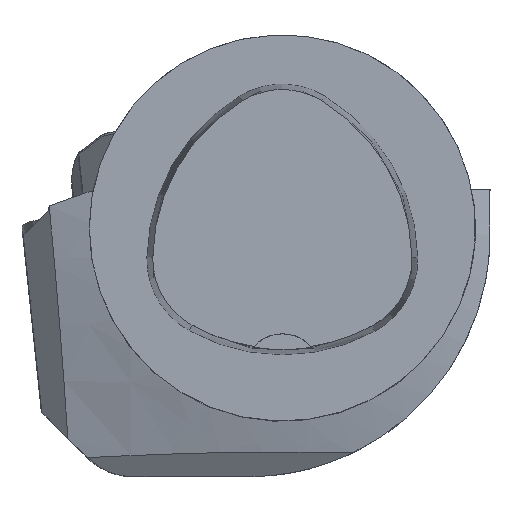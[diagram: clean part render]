
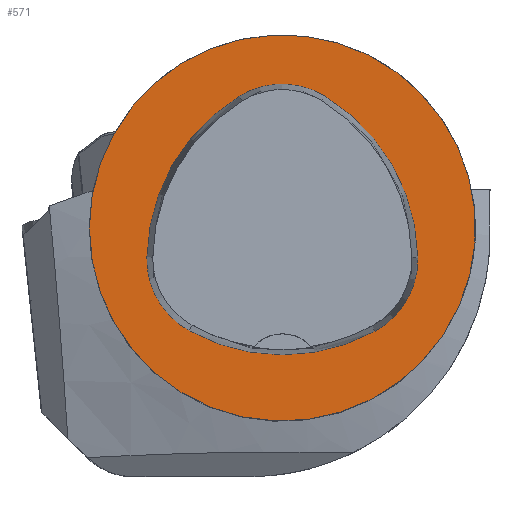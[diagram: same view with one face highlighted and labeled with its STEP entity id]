
A CAD part, top view. The second image highlights one B-rep face of the part: STEP entity #571.
In plain terms, the highlighted planar face has unit normal (0, 0, 1).
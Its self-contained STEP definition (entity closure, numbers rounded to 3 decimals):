
#539=FACE_BOUND('',#849,.T.);
#540=FACE_BOUND('',#850,.T.);
#571=ADVANCED_FACE('',(#539,#540),#675,.T.);
#675=PLANE('',#2104);
#849=EDGE_LOOP('',(#1054,#1055,#1056,#1057,#1058,#1059));
#850=EDGE_LOOP('',(#1060));
#1054=ORIENTED_EDGE('',*,*,#1753,.T.);
#1055=ORIENTED_EDGE('',*,*,#1733,.T.);
#1056=ORIENTED_EDGE('',*,*,#1737,.T.);
#1057=ORIENTED_EDGE('',*,*,#1740,.T.);
#1058=ORIENTED_EDGE('',*,*,#1743,.T.);
#1059=ORIENTED_EDGE('',*,*,#1751,.T.);
#1060=ORIENTED_EDGE('',*,*,#1756,.F.);
#1542=VERTEX_POINT('',#2984);
#1543=VERTEX_POINT('',#2985);
#1546=VERTEX_POINT('',#2993);
#1548=VERTEX_POINT('',#2999);
#1550=VERTEX_POINT('',#3005);
#1557=VERTEX_POINT('',#3026);
#1558=VERTEX_POINT('',#3036);
#1733=EDGE_CURVE('',#1542,#1543,#1978,.T.);
#1737=EDGE_CURVE('',#1543,#1546,#1980,.T.);
#1740=EDGE_CURVE('',#1546,#1548,#1982,.T.);
#1743=EDGE_CURVE('',#1548,#1550,#1984,.T.);
#1751=EDGE_CURVE('',#1550,#1557,#1988,.T.);
#1753=EDGE_CURVE('',#1557,#1542,#1990,.T.);
#1756=EDGE_CURVE('',#1558,#1558,#1993,.T.);
#1978=CIRCLE('',#2081,20.);
#1980=CIRCLE('',#2084,8.5);
#1982=CIRCLE('',#2087,20.);
#1984=CIRCLE('',#2090,8.5);
#1988=CIRCLE('',#2095,20.);
#1990=CIRCLE('',#2098,8.5);
#1993=CIRCLE('',#2103,20.);
#2081=AXIS2_PLACEMENT_3D('',#2983,#2350,#2351);
#2084=AXIS2_PLACEMENT_3D('',#2992,#2358,#2359);
#2087=AXIS2_PLACEMENT_3D('',#2998,#2365,#2366);
#2090=AXIS2_PLACEMENT_3D('',#3004,#2372,#2373);
#2095=AXIS2_PLACEMENT_3D('',#3027,#2384,#2385);
#2098=AXIS2_PLACEMENT_3D('',#3030,#2390,#2391);
#2103=AXIS2_PLACEMENT_3D('',#3035,#2400,#2401);
#2104=AXIS2_PLACEMENT_3D('',#3037,#2402,#2403);
#2350=DIRECTION('',(0.,0.,-1.));
#2351=DIRECTION('',(-1.,0.,0.));
#2358=DIRECTION('',(0.,0.,-1.));
#2359=DIRECTION('',(-1.,0.,0.));
#2365=DIRECTION('',(0.,0.,-1.));
#2366=DIRECTION('',(-1.,0.,0.));
#2372=DIRECTION('',(0.,0.,-1.));
#2373=DIRECTION('',(-1.,0.,0.));
#2384=DIRECTION('',(0.,0.,-1.));
#2385=DIRECTION('',(-1.,0.,0.));
#2390=DIRECTION('',(0.,0.,-1.));
#2391=DIRECTION('',(-1.,0.,0.));
#2400=DIRECTION('',(0.,0.,-1.));
#2401=DIRECTION('',(-1.,0.,0.));
#2402=DIRECTION('',(0.,0.,1.));
#2403=DIRECTION('',(-1.,0.,0.));
#2983=CARTESIAN_POINT('',(5.955,-3.414,0.));
#2984=CARTESIAN_POINT('',(-14.041,-3.042,0.));
#2985=CARTESIAN_POINT('',(-4.472,13.653,0.));
#2992=CARTESIAN_POINT('',(-0.04,6.4,0.));
#2993=CARTESIAN_POINT('',(4.347,13.68,0.));
#2998=CARTESIAN_POINT('',(-5.976,-3.45,0.));
#2999=CARTESIAN_POINT('',(14.021,-3.075,0.));
#3004=CARTESIAN_POINT('',(5.522,-3.235,0.));
#3005=CARTESIAN_POINT('',(9.588,-10.699,0.));
#3026=CARTESIAN_POINT('',(-9.655,-10.639,0.));
#3027=CARTESIAN_POINT('',(0.022,6.864,0.));
#3030=CARTESIAN_POINT('',(-5.543,-3.2,0.));
#3035=CARTESIAN_POINT('',(0.,0.,0.));
#3036=CARTESIAN_POINT('',(-20.,0.,0.));
#3037=CARTESIAN_POINT('',(0.,0.,0.));
